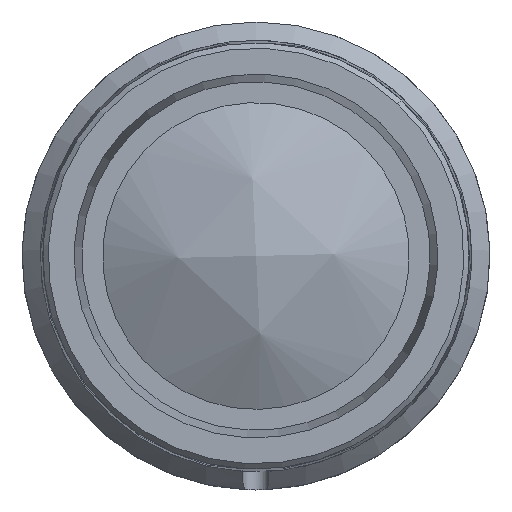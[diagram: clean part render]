
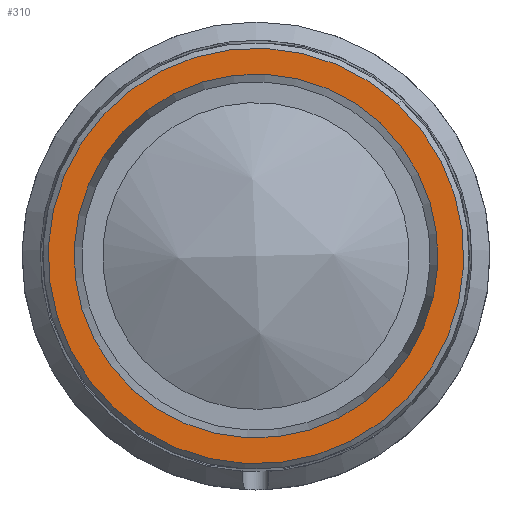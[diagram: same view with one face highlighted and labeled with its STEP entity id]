
A CAD part, left-side view. The second image highlights one B-rep face of the part: STEP entity #310.
In plain terms, the highlighted planar face has unit normal (-1, 0, 0).
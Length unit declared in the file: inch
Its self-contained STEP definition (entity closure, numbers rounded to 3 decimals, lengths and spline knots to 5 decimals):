
#75 = CARTESIAN_POINT ( 'NONE',  ( -0.14567, -0.20166, -0.18784 ) ) ;
#135 = AXIS2_PLACEMENT_3D ( 'NONE', #3064, #1232, #1513 ) ;
#150 = ORIENTED_EDGE ( 'NONE', *, *, #3185, .F. ) ;
#204 = DIRECTION ( 'NONE',  ( 0., -0.682, 0.732 ) ) ;
#272 = AXIS2_PLACEMENT_3D ( 'NONE', #1312, #527, #2365 ) ;
#310 = ADVANCED_FACE ( 'NONE', ( #929, #2730 ), #2872, .F. ) ;
#403 = AXIS2_PLACEMENT_3D ( 'NONE', #2664, #529, #2403 ) ;
#527 = DIRECTION ( 'NONE',  ( 1., 0., 0. ) ) ;
#529 = DIRECTION ( 'NONE',  ( -1., 0., 0. ) ) ;
#538 = EDGE_LOOP ( 'NONE', ( #3190, #1614 ) ) ;
#587 = DIRECTION ( 'NONE',  ( 0., -0.732, -0.682 ) ) ;
#829 = CIRCLE ( 'NONE', #135, 0.31474 ) ;
#929 = FACE_BOUND ( 'NONE', #538, .T. ) ;
#996 = CARTESIAN_POINT ( 'NONE',  ( -0.14567, 0.20166, 0.18784 ) ) ;
#1021 = AXIS2_PLACEMENT_3D ( 'NONE', #2928, #1105, #587 ) ;
#1105 = DIRECTION ( 'NONE',  ( -1., 0., 0. ) ) ;
#1187 = VERTEX_POINT ( 'NONE', #996 ) ;
#1226 = EDGE_LOOP ( 'NONE', ( #150, #3315 ) ) ;
#1232 = DIRECTION ( 'NONE',  ( 1., 0., 0. ) ) ;
#1286 = AXIS2_PLACEMENT_3D ( 'NONE', #1780, #2039, #204 ) ;
#1312 = CARTESIAN_POINT ( 'NONE',  ( -0.14567, 0.20166, 0.18784 ) ) ;
#1513 = DIRECTION ( 'NONE',  ( 0., -0.682, 0.732 ) ) ;
#1614 = ORIENTED_EDGE ( 'NONE', *, *, #2303, .F. ) ;
#1638 = CIRCLE ( 'NONE', #403, 0.27559 ) ;
#1709 = CIRCLE ( 'NONE', #1286, 0.31474 ) ;
#1750 = CIRCLE ( 'NONE', #1021, 0.27559 ) ;
#1780 = CARTESIAN_POINT ( 'NONE',  ( -0.14567, 0., 0. ) ) ;
#1800 = EDGE_CURVE ( 'NONE', #2311, #1187, #1638, .T. ) ;
#2039 = DIRECTION ( 'NONE',  ( 1., 0., 0. ) ) ;
#2223 = VERTEX_POINT ( 'NONE', #2892 ) ;
#2303 = EDGE_CURVE ( 'NONE', #1187, #2311, #1750, .T. ) ;
#2311 = VERTEX_POINT ( 'NONE', #75 ) ;
#2365 = DIRECTION ( 'NONE',  ( 0., 0.732, 0.682 ) ) ;
#2403 = DIRECTION ( 'NONE',  ( 0., -0.732, -0.682 ) ) ;
#2664 = CARTESIAN_POINT ( 'NONE',  ( -0.14567, 0., 0. ) ) ;
#2730 = FACE_OUTER_BOUND ( 'NONE', #1226, .T. ) ;
#2738 = CARTESIAN_POINT ( 'NONE',  ( -0.14567, -0.21452, 0.2303 ) ) ;
#2872 = PLANE ( 'NONE',  #272 ) ;
#2892 = CARTESIAN_POINT ( 'NONE',  ( -0.14567, 0.21452, -0.2303 ) ) ;
#2928 = CARTESIAN_POINT ( 'NONE',  ( -0.14567, 0., 0. ) ) ;
#3061 = VERTEX_POINT ( 'NONE', #2738 ) ;
#3064 = CARTESIAN_POINT ( 'NONE',  ( -0.14567, 0., 0. ) ) ;
#3119 = EDGE_CURVE ( 'NONE', #2223, #3061, #829, .T. ) ;
#3185 = EDGE_CURVE ( 'NONE', #3061, #2223, #1709, .T. ) ;
#3190 = ORIENTED_EDGE ( 'NONE', *, *, #1800, .F. ) ;
#3315 = ORIENTED_EDGE ( 'NONE', *, *, #3119, .F. ) ;
